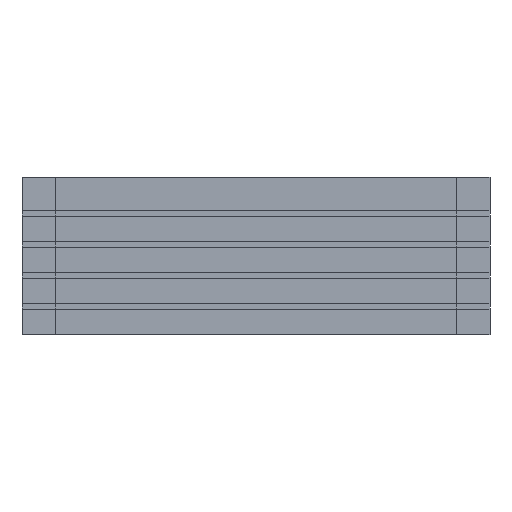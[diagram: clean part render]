
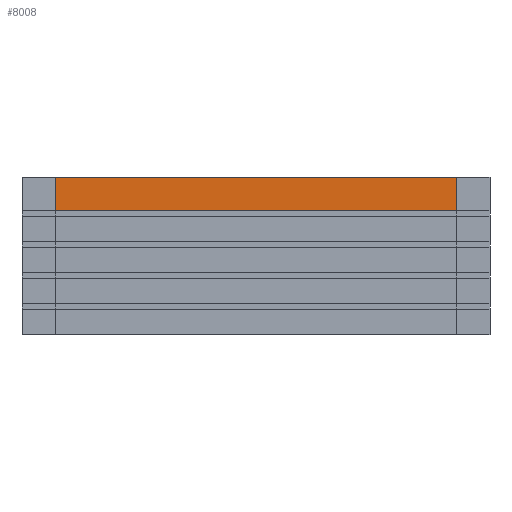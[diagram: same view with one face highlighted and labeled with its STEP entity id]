
A CAD part, front view. The second image highlights one B-rep face of the part: STEP entity #8008.
In plain terms, the highlighted planar face has unit normal (0, -1, 0).
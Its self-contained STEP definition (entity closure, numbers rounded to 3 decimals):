
#68 = ORIENTED_EDGE ( 'NONE', *, *, #7763, .F. ) ;
#91 = ORIENTED_EDGE ( 'NONE', *, *, #9431, .T. ) ;
#493 = LINE ( 'NONE', #8848, #9148 ) ;
#547 = DIRECTION ( 'NONE',  ( 0., 0., -1. ) ) ;
#831 = FACE_OUTER_BOUND ( 'NONE', #14469, .T. ) ;
#1057 = LINE ( 'NONE', #8195, #3707 ) ;
#2849 = ORIENTED_EDGE ( 'NONE', *, *, #5289, .T. ) ;
#3001 = AXIS2_PLACEMENT_3D ( 'NONE', #7720, #13406, #3154 ) ;
#3154 = DIRECTION ( 'NONE',  ( 0., 0., 1. ) ) ;
#3707 = VECTOR ( 'NONE', #5894, 1000. ) ;
#4261 = DIRECTION ( 'NONE',  ( 0., 0., -1. ) ) ;
#4307 = VECTOR ( 'NONE', #10173, 1000. ) ;
#4697 = VERTEX_POINT ( 'NONE', #7381 ) ;
#5289 = EDGE_CURVE ( 'NONE', #14033, #4697, #13610, .T. ) ;
#5447 = VERTEX_POINT ( 'NONE', #8924 ) ;
#5643 = CARTESIAN_POINT ( 'NONE',  ( 3.93, -1.8, 1.42 ) ) ;
#5894 = DIRECTION ( 'NONE',  ( 1., 0., 0. ) ) ;
#5896 = CARTESIAN_POINT ( 'NONE',  ( 0.3, -1.8, 1.12 ) ) ;
#6381 = CARTESIAN_POINT ( 'NONE',  ( 3.93, -1.8, 1.42 ) ) ;
#7381 = CARTESIAN_POINT ( 'NONE',  ( 3.93, -1.8, 1.12 ) ) ;
#7720 = CARTESIAN_POINT ( 'NONE',  ( 0.3, -1.8, 1.42 ) ) ;
#7763 = EDGE_CURVE ( 'NONE', #10474, #4697, #9834, .T. ) ;
#8008 = ADVANCED_FACE ( 'NONE', ( #831 ), #14785, .F. ) ;
#8195 = CARTESIAN_POINT ( 'NONE',  ( 0.3, -1.8, 1.42 ) ) ;
#8848 = CARTESIAN_POINT ( 'NONE',  ( 0.3, -1.8, 1.42 ) ) ;
#8924 = CARTESIAN_POINT ( 'NONE',  ( 0.3, -1.8, 1.42 ) ) ;
#8941 = CARTESIAN_POINT ( 'NONE',  ( 0.3, -1.8, 1.12 ) ) ;
#9148 = VECTOR ( 'NONE', #4261, 1000. ) ;
#9431 = EDGE_CURVE ( 'NONE', #5447, #14033, #493, .T. ) ;
#9834 = LINE ( 'NONE', #6381, #10001 ) ;
#10001 = VECTOR ( 'NONE', #547, 1000. ) ;
#10173 = DIRECTION ( 'NONE',  ( 1., 0., 0. ) ) ;
#10474 = VERTEX_POINT ( 'NONE', #5643 ) ;
#12125 = ORIENTED_EDGE ( 'NONE', *, *, #13401, .F. ) ;
#13401 = EDGE_CURVE ( 'NONE', #5447, #10474, #1057, .T. ) ;
#13406 = DIRECTION ( 'NONE',  ( 0., 1., 0. ) ) ;
#13610 = LINE ( 'NONE', #8941, #4307 ) ;
#14033 = VERTEX_POINT ( 'NONE', #5896 ) ;
#14469 = EDGE_LOOP ( 'NONE', ( #2849, #68, #12125, #91 ) ) ;
#14785 = PLANE ( 'NONE',  #3001 ) ;
